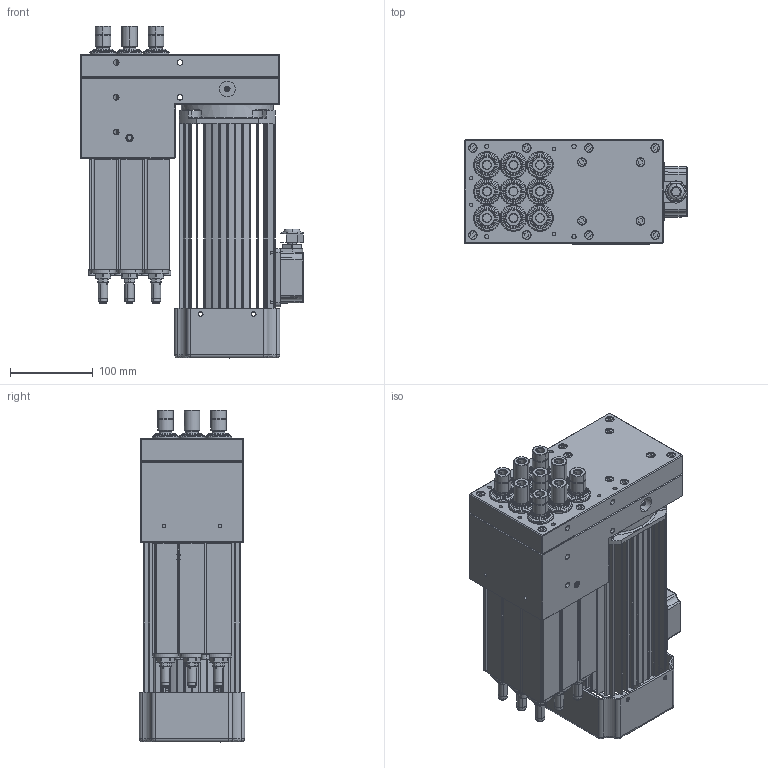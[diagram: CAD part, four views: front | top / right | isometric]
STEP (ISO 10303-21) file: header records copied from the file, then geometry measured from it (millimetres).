
FILE_DESCRIPTION (( 'STEP AP214' ), '1' );
FILE_NAME ('HQP-V3X3-S58-A.STEP', '2024-07-02T05:16:22', ( 'Sysceo.com' ), ( '' ), 'SwSTEP 2.0', 'SolidWorks 2018', '' );
FILE_SCHEMA (( 'AUTOMOTIVE_DESIGN' ));
Length unit declared in the file: millimetre
Products named in the file (2): HQP-V3X3-S58-A
Bounding box: 268.91 x 127 x 400.5 mm (x, y, z)
Surface area: 743840.2 mm2 (no closed solid volume)
Topology: 0 solids, 125 shells, 1801 faces, 5308 edges, 3513 vertices
Faces by surface type: cylinder 782, plane 661, cone 239, torus 79, bspline 40
Entity records: 86204 total; most frequent: CARTESIAN_POINT 18200, DIRECTION 10596, ORIENTED_EDGE 9152, EDGE_CURVE 5283, AXIS2_PLACEMENT_3D 4012, VERTEX_POINT 3495, LINE 2572, VECTOR 2572
